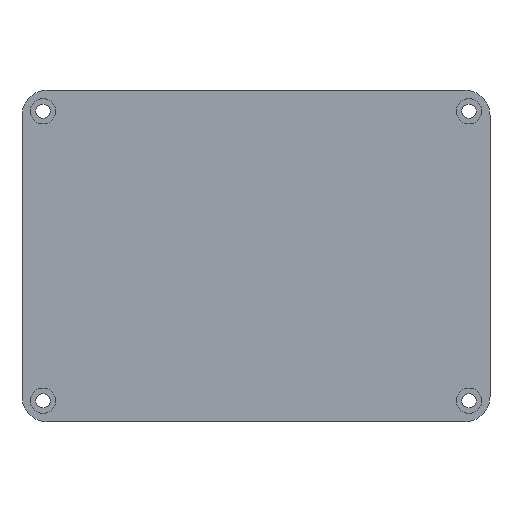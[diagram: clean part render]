
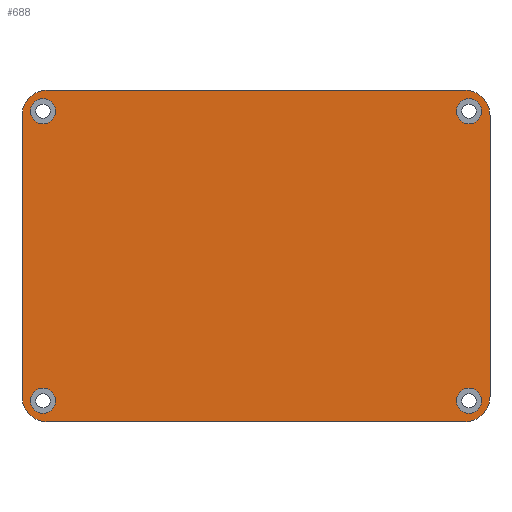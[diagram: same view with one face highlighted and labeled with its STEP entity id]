
A CAD part, front view. The second image highlights one B-rep face of the part: STEP entity #688.
In plain terms, the highlighted planar face has unit normal (0, -1, 0).
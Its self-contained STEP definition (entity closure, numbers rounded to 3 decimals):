
#35=FACE_BOUND('',#153,.T.);
#36=FACE_BOUND('',#154,.T.);
#37=FACE_BOUND('',#155,.T.);
#38=FACE_BOUND('',#156,.T.);
#60=PLANE('',#782);
#100=FACE_OUTER_BOUND('',#152,.T.);
#152=EDGE_LOOP('',(#619,#620,#621,#622,#623,#624,#625,#626));
#153=EDGE_LOOP('',(#627));
#154=EDGE_LOOP('',(#628));
#155=EDGE_LOOP('',(#629));
#156=EDGE_LOOP('',(#630));
#174=LINE('',#1078,#228);
#193=LINE('',#1131,#247);
#196=LINE('',#1141,#250);
#198=LINE('',#1147,#252);
#228=VECTOR('',#882,10.);
#247=VECTOR('',#929,10.);
#250=VECTOR('',#942,10.);
#252=VECTOR('',#950,10.);
#293=CIRCLE('',#759,6.);
#294=CIRCLE('',#762,6.);
#295=CIRCLE('',#764,6.);
#296=CIRCLE('',#767,6.);
#297=CIRCLE('',#773,3.);
#298=CIRCLE('',#775,3.);
#299=CIRCLE('',#777,3.);
#300=CIRCLE('',#779,3.);
#328=VERTEX_POINT('',#1075);
#329=VERTEX_POINT('',#1077);
#347=VERTEX_POINT('',#1123);
#348=VERTEX_POINT('',#1125);
#349=VERTEX_POINT('',#1129);
#350=VERTEX_POINT('',#1135);
#351=VERTEX_POINT('',#1139);
#352=VERTEX_POINT('',#1143);
#357=VERTEX_POINT('',#1163);
#358=VERTEX_POINT('',#1167);
#359=VERTEX_POINT('',#1171);
#360=VERTEX_POINT('',#1175);
#398=EDGE_CURVE('',#329,#328,#174,.T.);
#423=EDGE_CURVE('',#347,#348,#293,.T.);
#426=EDGE_CURVE('',#347,#349,#193,.T.);
#427=EDGE_CURVE('',#329,#349,#294,.T.);
#429=EDGE_CURVE('',#350,#328,#295,.T.);
#431=EDGE_CURVE('',#350,#351,#196,.T.);
#433=EDGE_CURVE('',#352,#351,#296,.T.);
#434=EDGE_CURVE('',#352,#348,#198,.T.);
#442=EDGE_CURVE('',#357,#357,#297,.T.);
#444=EDGE_CURVE('',#358,#358,#298,.T.);
#446=EDGE_CURVE('',#359,#359,#299,.T.);
#448=EDGE_CURVE('',#360,#360,#300,.T.);
#619=ORIENTED_EDGE('',*,*,#423,.F.);
#620=ORIENTED_EDGE('',*,*,#426,.T.);
#621=ORIENTED_EDGE('',*,*,#427,.F.);
#622=ORIENTED_EDGE('',*,*,#398,.T.);
#623=ORIENTED_EDGE('',*,*,#429,.F.);
#624=ORIENTED_EDGE('',*,*,#431,.T.);
#625=ORIENTED_EDGE('',*,*,#433,.F.);
#626=ORIENTED_EDGE('',*,*,#434,.T.);
#627=ORIENTED_EDGE('',*,*,#448,.F.);
#628=ORIENTED_EDGE('',*,*,#446,.F.);
#629=ORIENTED_EDGE('',*,*,#444,.F.);
#630=ORIENTED_EDGE('',*,*,#442,.F.);
#688=ADVANCED_FACE('',(#100,#35,#36,#37,#38),#60,.F.);
#759=AXIS2_PLACEMENT_3D('',#1126,#923,#924);
#762=AXIS2_PLACEMENT_3D('',#1133,#932,#933);
#764=AXIS2_PLACEMENT_3D('',#1137,#937,#938);
#767=AXIS2_PLACEMENT_3D('',#1145,#946,#947);
#773=AXIS2_PLACEMENT_3D('',#1164,#966,#967);
#775=AXIS2_PLACEMENT_3D('',#1168,#971,#972);
#777=AXIS2_PLACEMENT_3D('',#1172,#976,#977);
#779=AXIS2_PLACEMENT_3D('',#1176,#981,#982);
#782=AXIS2_PLACEMENT_3D('',#1181,#989,#990);
#882=DIRECTION('',(1.,0.,0.));
#923=DIRECTION('center_axis',(0.,1.,0.));
#924=DIRECTION('ref_axis',(-0.707,0.,0.707));
#929=DIRECTION('',(0.,0.,-1.));
#932=DIRECTION('center_axis',(0.,1.,0.));
#933=DIRECTION('ref_axis',(-0.707,0.,-0.707));
#937=DIRECTION('center_axis',(0.,1.,0.));
#938=DIRECTION('ref_axis',(0.707,0.,-0.707));
#942=DIRECTION('',(0.,0.,1.));
#946=DIRECTION('center_axis',(0.,1.,0.));
#947=DIRECTION('ref_axis',(0.707,0.,0.707));
#950=DIRECTION('',(-1.,0.,0.));
#966=DIRECTION('center_axis',(0.,-1.,0.));
#967=DIRECTION('ref_axis',(1.,0.,0.));
#971=DIRECTION('center_axis',(0.,-1.,0.));
#972=DIRECTION('ref_axis',(1.,0.,0.));
#976=DIRECTION('center_axis',(0.,-1.,0.));
#977=DIRECTION('ref_axis',(1.,0.,0.));
#981=DIRECTION('center_axis',(0.,-1.,0.));
#982=DIRECTION('ref_axis',(1.,0.,0.));
#989=DIRECTION('center_axis',(0.,1.,0.));
#990=DIRECTION('ref_axis',(1.,0.,0.));
#1075=CARTESIAN_POINT('',(45.,0.,-60.5));
#1077=CARTESIAN_POINT('',(-54.5,0.,-60.5));
#1078=CARTESIAN_POINT('',(-60.5,0.,-60.5));
#1123=CARTESIAN_POINT('',(-60.5,0.,12.5));
#1125=CARTESIAN_POINT('',(-54.5,0.,18.5));
#1126=CARTESIAN_POINT('Origin',(-54.5,0.,12.5));
#1129=CARTESIAN_POINT('',(-60.5,0.,-54.5));
#1131=CARTESIAN_POINT('',(-60.5,0.,18.5));
#1133=CARTESIAN_POINT('Origin',(-54.5,0.,-54.5));
#1135=CARTESIAN_POINT('',(51.,0.,-54.5));
#1137=CARTESIAN_POINT('Origin',(45.,0.,-54.5));
#1139=CARTESIAN_POINT('',(51.,0.,12.5));
#1141=CARTESIAN_POINT('',(51.,0.,-60.5));
#1143=CARTESIAN_POINT('',(45.,0.,18.5));
#1145=CARTESIAN_POINT('Origin',(45.,0.,12.5));
#1147=CARTESIAN_POINT('',(51.,0.,18.5));
#1163=CARTESIAN_POINT('',(-58.5,0.,-55.5));
#1164=CARTESIAN_POINT('Origin',(-55.5,0.,-55.5));
#1167=CARTESIAN_POINT('',(43.,0.,-55.5));
#1168=CARTESIAN_POINT('Origin',(46.,0.,-55.5));
#1171=CARTESIAN_POINT('',(43.,0.,13.5));
#1172=CARTESIAN_POINT('Origin',(46.,0.,13.5));
#1175=CARTESIAN_POINT('',(-58.5,0.,13.5));
#1176=CARTESIAN_POINT('Origin',(-55.5,0.,13.5));
#1181=CARTESIAN_POINT('Origin',(-4.75,0.,-21.));
